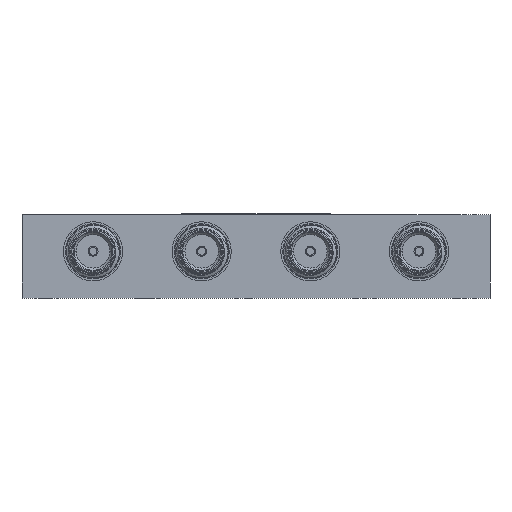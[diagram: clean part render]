
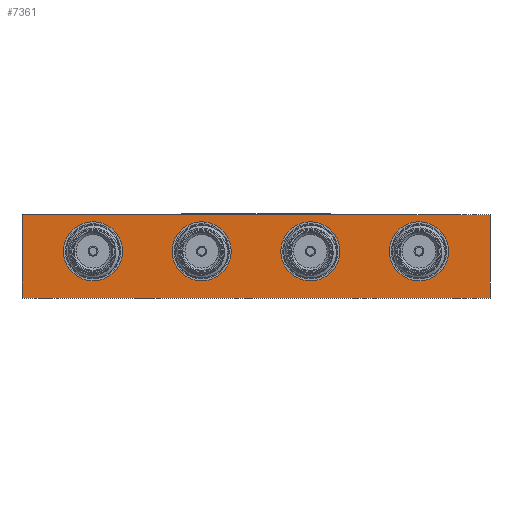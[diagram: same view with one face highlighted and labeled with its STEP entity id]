
A CAD part, front view. The second image highlights one B-rep face of the part: STEP entity #7361.
In plain terms, the highlighted planar face has unit normal (0, -1, 0).
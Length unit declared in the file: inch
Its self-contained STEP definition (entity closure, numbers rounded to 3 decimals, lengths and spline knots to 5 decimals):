
#127 = AXIS2_PLACEMENT_3D ( 'NONE', #20103, #28749, #171 ) ;
#171 = DIRECTION ( 'NONE',  ( 1., 0., 0. ) ) ;
#238 = DIRECTION ( 'NONE',  ( 1., 0., 0. ) ) ;
#1022 = DIRECTION ( 'NONE',  ( 1., 0., 0. ) ) ;
#1194 = EDGE_LOOP ( 'NONE', ( #24294, #9543 ) ) ;
#1907 = ORIENTED_EDGE ( 'NONE', *, *, #6121, .F. ) ;
#1982 = VECTOR ( 'NONE', #30387, 39.37008 ) ;
#2054 = AXIS2_PLACEMENT_3D ( 'NONE', #28466, #28272, #2511 ) ;
#2511 = DIRECTION ( 'NONE',  ( 1., 0., 0. ) ) ;
#2684 = CARTESIAN_POINT ( 'NONE',  ( 0.76772, -0.84646, 0.02362 ) ) ;
#3481 = EDGE_LOOP ( 'NONE', ( #22239, #11824 ) ) ;
#3935 = VERTEX_POINT ( 'NONE', #35765 ) ;
#4067 = VECTOR ( 'NONE', #1022, 39.37008 ) ;
#4433 = DIRECTION ( 'NONE',  ( 0., 1., 0. ) ) ;
#4613 = EDGE_CURVE ( 'NONE', #28143, #27305, #16318, .T. ) ;
#4771 = VERTEX_POINT ( 'NONE', #25227 ) ;
#4966 = CIRCLE ( 'NONE', #33804, 0.13924 ) ;
#6121 = EDGE_CURVE ( 'NONE', #10460, #37055, #4966, .T. ) ;
#6679 = EDGE_CURVE ( 'NONE', #37055, #10460, #16994, .T. ) ;
#7124 = DIRECTION ( 'NONE',  ( 0., 0., -1. ) ) ;
#7361 = ADVANCED_FACE ( 'NONE', ( #25483, #31687, #14575, #14204, #26040 ), #34698, .F. ) ;
#7446 = LINE ( 'NONE', #25301, #1982 ) ;
#8131 = DIRECTION ( 'NONE',  ( 0., -1., 0. ) ) ;
#8321 = ORIENTED_EDGE ( 'NONE', *, *, #4613, .F. ) ;
#8567 = CIRCLE ( 'NONE', #15256, 0.13924 ) ;
#8789 = EDGE_CURVE ( 'NONE', #25225, #4771, #13568, .T. ) ;
#9312 = CARTESIAN_POINT ( 'NONE',  ( 0.62848, -0.84646, 0.02362 ) ) ;
#9543 = ORIENTED_EDGE ( 'NONE', *, *, #24805, .F. ) ;
#9760 = LINE ( 'NONE', #18223, #30168 ) ;
#9764 = EDGE_CURVE ( 'NONE', #24922, #21653, #18160, .T. ) ;
#9825 = CIRCLE ( 'NONE', #30841, 0.13924 ) ;
#10062 = EDGE_CURVE ( 'NONE', #27305, #28143, #8567, .T. ) ;
#10099 = CARTESIAN_POINT ( 'NONE',  ( 0.11666, -0.84646, 0.02362 ) ) ;
#10337 = DIRECTION ( 'NONE',  ( 1., 0., 0. ) ) ;
#10460 = VERTEX_POINT ( 'NONE', #12553 ) ;
#10561 = DIRECTION ( 'NONE',  ( 1., 0., 0. ) ) ;
#10910 = CARTESIAN_POINT ( 'NONE',  ( 0.39515, -0.84646, 0.02362 ) ) ;
#11105 = CARTESIAN_POINT ( 'NONE',  ( -1.10236, -0.84646, 0.19685 ) ) ;
#11824 = ORIENTED_EDGE ( 'NONE', *, *, #22206, .F. ) ;
#12196 = CARTESIAN_POINT ( 'NONE',  ( 0.76772, -0.84646, 0.02362 ) ) ;
#12553 = CARTESIAN_POINT ( 'NONE',  ( 0.90696, -0.84646, 0.02362 ) ) ;
#12870 = DIRECTION ( 'NONE',  ( 1., 0., 0. ) ) ;
#13070 = CIRCLE ( 'NONE', #35871, 0.13924 ) ;
#13568 = LINE ( 'NONE', #11105, #26047 ) ;
#13964 = EDGE_LOOP ( 'NONE', ( #1907, #27389 ) ) ;
#14072 = ORIENTED_EDGE ( 'NONE', *, *, #20190, .T. ) ;
#14204 = FACE_BOUND ( 'NONE', #1194, .T. ) ;
#14575 = FACE_BOUND ( 'NONE', #29758, .T. ) ;
#15256 = AXIS2_PLACEMENT_3D ( 'NONE', #30313, #27481, #10561 ) ;
#15804 = CIRCLE ( 'NONE', #35606, 0.13924 ) ;
#16318 = CIRCLE ( 'NONE', #127, 0.13924 ) ;
#16368 = DIRECTION ( 'NONE',  ( 1., 0., 0. ) ) ;
#16884 = VERTEX_POINT ( 'NONE', #28604 ) ;
#16994 = CIRCLE ( 'NONE', #27185, 0.13924 ) ;
#18126 = CARTESIAN_POINT ( 'NONE',  ( -1.10236, -0.84646, -0.19685 ) ) ;
#18160 = CIRCLE ( 'NONE', #2054, 0.13924 ) ;
#18223 = CARTESIAN_POINT ( 'NONE',  ( 1.10236, -0.84646, 0.19685 ) ) ;
#19670 = EDGE_CURVE ( 'NONE', #4771, #33413, #9760, .T. ) ;
#20103 = CARTESIAN_POINT ( 'NONE',  ( -0.76772, -0.84646, 0.02362 ) ) ;
#20190 = EDGE_CURVE ( 'NONE', #25225, #3935, #7446, .T. ) ;
#20542 = CARTESIAN_POINT ( 'NONE',  ( -0.90696, -0.84646, 0.02362 ) ) ;
#21353 = CARTESIAN_POINT ( 'NONE',  ( -1.10236, -0.84646, 0.19685 ) ) ;
#21653 = VERTEX_POINT ( 'NONE', #10099 ) ;
#21772 = CARTESIAN_POINT ( 'NONE',  ( -0.39515, -0.84646, 0.02362 ) ) ;
#21824 = AXIS2_PLACEMENT_3D ( 'NONE', #21353, #4433, #24168 ) ;
#21937 = ORIENTED_EDGE ( 'NONE', *, *, #8789, .F. ) ;
#22206 = EDGE_CURVE ( 'NONE', #21653, #24922, #9825, .T. ) ;
#22239 = ORIENTED_EDGE ( 'NONE', *, *, #9764, .F. ) ;
#22339 = EDGE_LOOP ( 'NONE', ( #22864, #30402, #21937, #14072 ) ) ;
#22864 = ORIENTED_EDGE ( 'NONE', *, *, #37097, .T. ) ;
#23848 = DIRECTION ( 'NONE',  ( 0., -1., 0. ) ) ;
#24142 = CARTESIAN_POINT ( 'NONE',  ( -0.25591, -0.84646, 0.02362 ) ) ;
#24168 = DIRECTION ( 'NONE',  ( 0., 0., 1. ) ) ;
#24294 = ORIENTED_EDGE ( 'NONE', *, *, #33472, .F. ) ;
#24805 = EDGE_CURVE ( 'NONE', #35867, #16884, #15804, .T. ) ;
#24922 = VERTEX_POINT ( 'NONE', #10910 ) ;
#25189 = DIRECTION ( 'NONE',  ( 0., -1., 0. ) ) ;
#25225 = VERTEX_POINT ( 'NONE', #28912 ) ;
#25227 = CARTESIAN_POINT ( 'NONE',  ( 1.10236, -0.84646, 0.19685 ) ) ;
#25301 = CARTESIAN_POINT ( 'NONE',  ( -1.10236, -0.84646, 0.19685 ) ) ;
#25483 = FACE_BOUND ( 'NONE', #13964, .T. ) ;
#26040 = FACE_OUTER_BOUND ( 'NONE', #22339, .T. ) ;
#26047 = VECTOR ( 'NONE', #16368, 39.37008 ) ;
#26546 = ORIENTED_EDGE ( 'NONE', *, *, #10062, .F. ) ;
#27185 = AXIS2_PLACEMENT_3D ( 'NONE', #2684, #8131, #238 ) ;
#27305 = VERTEX_POINT ( 'NONE', #28954 ) ;
#27389 = ORIENTED_EDGE ( 'NONE', *, *, #6679, .F. ) ;
#27481 = DIRECTION ( 'NONE',  ( 0., -1., 0. ) ) ;
#27647 = DIRECTION ( 'NONE',  ( 0., -1., 0. ) ) ;
#28143 = VERTEX_POINT ( 'NONE', #20542 ) ;
#28272 = DIRECTION ( 'NONE',  ( 0., -1., 0. ) ) ;
#28466 = CARTESIAN_POINT ( 'NONE',  ( 0.25591, -0.84646, 0.02362 ) ) ;
#28604 = CARTESIAN_POINT ( 'NONE',  ( -0.11666, -0.84646, 0.02362 ) ) ;
#28749 = DIRECTION ( 'NONE',  ( 0., -1., 0. ) ) ;
#28912 = CARTESIAN_POINT ( 'NONE',  ( -1.10236, -0.84646, 0.19685 ) ) ;
#28954 = CARTESIAN_POINT ( 'NONE',  ( -0.62848, -0.84646, 0.02362 ) ) ;
#29247 = DIRECTION ( 'NONE',  ( 0., -1., 0. ) ) ;
#29758 = EDGE_LOOP ( 'NONE', ( #26546, #8321 ) ) ;
#29797 = CARTESIAN_POINT ( 'NONE',  ( 1.10236, -0.84646, -0.19685 ) ) ;
#30048 = DIRECTION ( 'NONE',  ( 1., 0., 0. ) ) ;
#30168 = VECTOR ( 'NONE', #7124, 39.37008 ) ;
#30296 = DIRECTION ( 'NONE',  ( 1., 0., 0. ) ) ;
#30313 = CARTESIAN_POINT ( 'NONE',  ( -0.76772, -0.84646, 0.02362 ) ) ;
#30387 = DIRECTION ( 'NONE',  ( 0., 0., -1. ) ) ;
#30402 = ORIENTED_EDGE ( 'NONE', *, *, #19670, .F. ) ;
#30841 = AXIS2_PLACEMENT_3D ( 'NONE', #33656, #25189, #10337 ) ;
#31687 = FACE_BOUND ( 'NONE', #3481, .T. ) ;
#32425 = LINE ( 'NONE', #18126, #4067 ) ;
#33303 = CARTESIAN_POINT ( 'NONE',  ( -0.25591, -0.84646, 0.02362 ) ) ;
#33413 = VERTEX_POINT ( 'NONE', #29797 ) ;
#33472 = EDGE_CURVE ( 'NONE', #16884, #35867, #13070, .T. ) ;
#33656 = CARTESIAN_POINT ( 'NONE',  ( 0.25591, -0.84646, 0.02362 ) ) ;
#33804 = AXIS2_PLACEMENT_3D ( 'NONE', #12196, #23848, #30048 ) ;
#34698 = PLANE ( 'NONE',  #21824 ) ;
#35606 = AXIS2_PLACEMENT_3D ( 'NONE', #33303, #27647, #30296 ) ;
#35765 = CARTESIAN_POINT ( 'NONE',  ( -1.10236, -0.84646, -0.19685 ) ) ;
#35867 = VERTEX_POINT ( 'NONE', #21772 ) ;
#35871 = AXIS2_PLACEMENT_3D ( 'NONE', #24142, #29247, #12870 ) ;
#37055 = VERTEX_POINT ( 'NONE', #9312 ) ;
#37097 = EDGE_CURVE ( 'NONE', #3935, #33413, #32425, .T. ) ;
